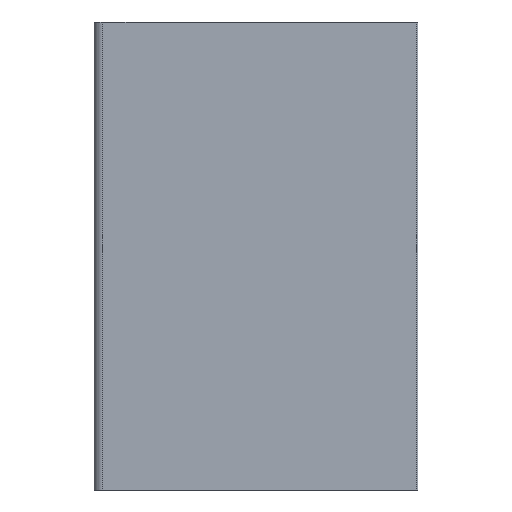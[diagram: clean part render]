
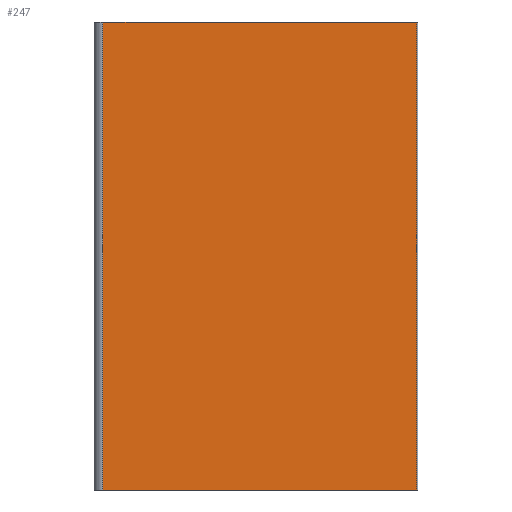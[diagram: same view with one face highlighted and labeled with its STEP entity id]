
A CAD part, front view. The second image highlights one B-rep face of the part: STEP entity #247.
In plain terms, the highlighted planar face has unit normal (0, -1, 0).
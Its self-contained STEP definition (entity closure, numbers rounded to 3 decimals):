
#180=CARTESIAN_POINT('',(-60.5,-3.75,185.0));
#181=VERTEX_POINT('',#180);
#199=CARTESIAN_POINT('',(-60.5,-3.75,0.0));
#200=VERTEX_POINT('',#199);
#208=CARTESIAN_POINT('',(-60.5,-3.75,0.0));
#209=DIRECTION('',(0.0,0.0,1.0));
#210=VECTOR('',#209,185.0);
#211=LINE('',#208,#210);
#212=EDGE_CURVE('',#200,#181,#211,.T.);
#217=CARTESIAN_POINT('',(64.0,-3.75,0.0));
#218=DIRECTION('',(0.0,-1.0,0.0));
#219=DIRECTION('',(0.0,0.0,-1.0));
#220=AXIS2_PLACEMENT_3D('',#217,#218,#219);
#221=PLANE('',#220);
#222=ORIENTED_EDGE('',*,*,#212,.F.);
#223=CARTESIAN_POINT('',(63.5,-3.75,0.0));
#224=VERTEX_POINT('',#223);
#225=CARTESIAN_POINT('',(63.5,-3.75,0.0));
#226=DIRECTION('',(-1.0,0.0,0.0));
#227=VECTOR('',#226,124.);
#228=LINE('',#225,#227);
#229=EDGE_CURVE('',#224,#200,#228,.T.);
#230=ORIENTED_EDGE('',*,*,#229,.F.);
#231=CARTESIAN_POINT('',(63.5,-3.75,185.0));
#232=VERTEX_POINT('',#231);
#233=CARTESIAN_POINT('',(63.5,-3.75,185.0));
#234=DIRECTION('',(0.0,0.0,-1.0));
#235=VECTOR('',#234,185.0);
#236=LINE('',#233,#235);
#237=EDGE_CURVE('',#232,#224,#236,.T.);
#238=ORIENTED_EDGE('',*,*,#237,.F.);
#239=CARTESIAN_POINT('',(63.5,-3.75,185.0));
#240=DIRECTION('',(-1.0,0.0,0.0));
#241=VECTOR('',#240,124.);
#242=LINE('',#239,#241);
#243=EDGE_CURVE('',#232,#181,#242,.T.);
#244=ORIENTED_EDGE('',*,*,#243,.T.);
#245=EDGE_LOOP('',(#222,#230,#238,#244));
#246=FACE_OUTER_BOUND('',#245,.T.);
#247=ADVANCED_FACE('',(#246),#221,.T.);
